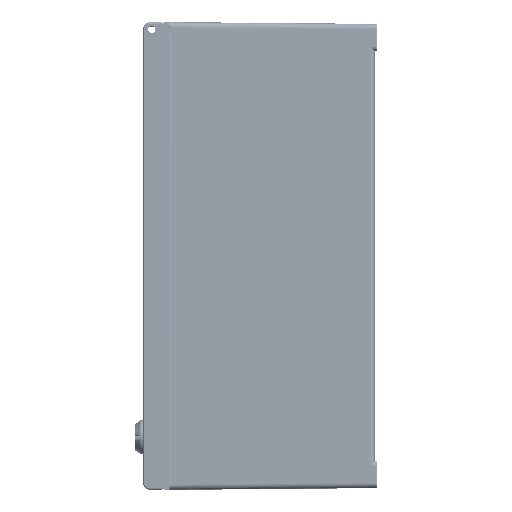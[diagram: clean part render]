
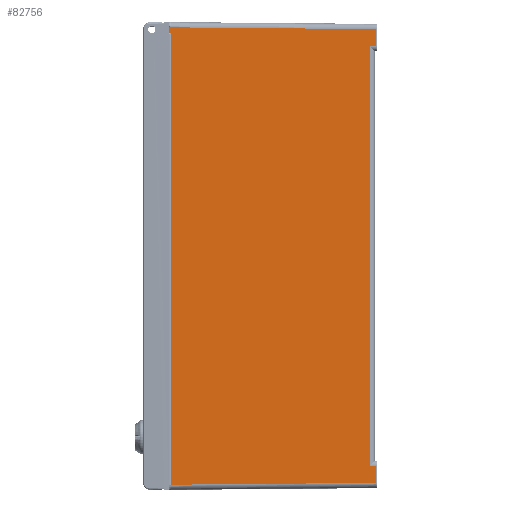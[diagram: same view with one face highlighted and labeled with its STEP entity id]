
A CAD part, left-side view. The second image highlights one B-rep face of the part: STEP entity #82756.
In plain terms, the highlighted planar face has unit normal (-1, -0.018, 0).
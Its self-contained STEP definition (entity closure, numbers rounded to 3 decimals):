
#1850=CARTESIAN_POINT('',(-185.54,-1.016,
179.517));
#2007=CARTESIAN_POINT('',(-185.635,4.421,179.422));
#2012=DIRECTION('',(0.017,-1.,0.017));
#2013=VECTOR('',#2012,5.44);
#2014=CARTESIAN_POINT('',(-185.635,4.421,179.422));
#2015=LINE('',#2014,#2013);
#2034=CARTESIAN_POINT('',(-185.635,4.421,
-179.422));
#2039=DIRECTION('',(0.,0.,1.));
#2040=VECTOR('',#2039,358.844);
#2041=CARTESIAN_POINT('',(-185.635,4.421,
-179.422));
#2042=LINE('',#2041,#2040);
#2061=CARTESIAN_POINT('',(-185.54,-1.014,
-179.517));
#2282=CARTESIAN_POINT('',(-185.54,-1.016,
-193.921));
#28175=CARTESIAN_POINT('',(-188.596,174.035,
190.971));
#28195=DIRECTION('',(0.,0.,-1.));
#28196=VECTOR('',#28195,386.419);
#28197=CARTESIAN_POINT('',(-188.596,174.035,
190.971));
#28198=LINE('',#28197,#28196);
#28219=DIRECTION('',(-0.017,1.,0.017));
#28220=VECTOR('',#28219,9.968);
#28221=CARTESIAN_POINT('',(-188.596,174.035,
190.971));
#28222=LINE('',#28221,#28220);
#28226=DIRECTION('',(0.017,-1.,0.017));
#28227=VECTOR('',#28226,9.899);
#28228=CARTESIAN_POINT('',(-188.77,184.,195.366));
#28229=LINE('',#28228,#28227);
#28233=DIRECTION('',(0.017,-1.,-0.009));
#28234=VECTOR('',#28233,175.082);
#28235=CARTESIAN_POINT('',(-188.596,174.035,
195.448));
#28236=LINE('',#28235,#28234);
#28240=DIRECTION('',(0.017,-1.,-0.017));
#28241=VECTOR('',#28240,5.437);
#28242=CARTESIAN_POINT('',(-185.635,4.421,
-179.422));
#28243=LINE('',#28242,#28241);
#28247=DIRECTION('',(-0.017,1.,-0.009));
#28248=VECTOR('',#28247,175.085);
#28249=CARTESIAN_POINT('',(-185.54,-1.016,
-193.921));
#28250=LINE('',#28249,#28248);
#28294=DIRECTION('',(0.,0.,-1.));
#28295=VECTOR('',#28294,4.221);
#28296=CARTESIAN_POINT('',(-188.77,184.,195.366));
#28297=LINE('',#28296,#28295);
#28511=CARTESIAN_POINT('',(-188.596,174.035,
195.448));
#28512=CARTESIAN_POINT('',(-188.596,174.04,
195.459));
#28513=CARTESIAN_POINT('',(-188.596,174.052,
195.479));
#28514=CARTESIAN_POINT('',(-188.596,174.077,
195.503));
#28515=CARTESIAN_POINT('',(-188.597,174.094,
195.521));
#28516=CARTESIAN_POINT('',(-188.597,174.103,
195.53));
#28573=DIRECTION('',(0.,0.,1.));
#28574=VECTOR('',#28573,14.404);
#28575=CARTESIAN_POINT('',(-185.54,-1.016,
179.517));
#28576=LINE('',#28575,#28574);
#28639=DIRECTION('',(0.,0.,1.));
#28640=VECTOR('',#28639,14.404);
#28641=CARTESIAN_POINT('',(-185.54,-1.016,
-193.921));
#28642=LINE('',#28641,#28640);
#35599=VERTEX_POINT('',#1850);
#35608=VERTEX_POINT('',#2007);
#35609=VERTEX_POINT('',#2034);
#35612=VERTEX_POINT('',#2061);
#35672=VERTEX_POINT('',#2282);
#38692=VERTEX_POINT('',#28175);
#38693=CARTESIAN_POINT('',(-188.596,174.035,
-195.448));
#38694=VERTEX_POINT('',#38693);
#38695=CARTESIAN_POINT('',(-188.77,184.,191.145));
#38696=VERTEX_POINT('',#38695);
#38697=CARTESIAN_POINT('',(-188.77,184.,195.366));
#38698=VERTEX_POINT('',#38697);
#38699=CARTESIAN_POINT('',(-188.597,174.103,
195.53));
#38700=VERTEX_POINT('',#38699);
#38701=VERTEX_POINT('',#28511);
#38702=CARTESIAN_POINT('',(-185.54,-1.014,
193.921));
#38703=VERTEX_POINT('',#38702);
#82729=CARTESIAN_POINT('',(-188.63,176.,-207.192));
#82730=DIRECTION('',(-1.,-0.017,0.));
#82731=DIRECTION('',(0.,0.,-1.));
#82732=AXIS2_PLACEMENT_3D('',#82729,#82730,#82731);
#82733=PLANE('',#82732);
#82735=ORIENTED_EDGE('',*,*,#82734,.T.);
#82737=ORIENTED_EDGE('',*,*,#82736,.F.);
#82739=ORIENTED_EDGE('',*,*,#82738,.T.);
#82741=ORIENTED_EDGE('',*,*,#82740,.F.);
#82743=ORIENTED_EDGE('',*,*,#82742,.T.);
#82745=ORIENTED_EDGE('',*,*,#82744,.F.);
#82746=ORIENTED_EDGE('',*,*,#40595,.F.);
#82747=ORIENTED_EDGE('',*,*,#40615,.F.);
#82748=ORIENTED_EDGE('',*,*,#40637,.T.);
#82750=ORIENTED_EDGE('',*,*,#82749,.F.);
#82752=ORIENTED_EDGE('',*,*,#82751,.T.);
#82753=ORIENTED_EDGE('',*,*,#82713,.F.);
#82754=EDGE_LOOP('',(#82735,#82737,#82739,#82741,#82743,#82745,#82746,#82747,
#82748,#82750,#82752,#82753));
#82755=FACE_OUTER_BOUND('',#82754,.F.);
#28517=B_SPLINE_CURVE_WITH_KNOTS('',3,(#28511,#28512,#28513,#28514,#28515,
#28516),.UNSPECIFIED.,.F.,.F.,(4,1,1,4),(0.,0.333,
0.667,1.),.UNSPECIFIED.);
#40595=EDGE_CURVE('',#35608,#35599,#2015,.T.);
#40615=EDGE_CURVE('',#35609,#35608,#2042,.T.);
#40637=EDGE_CURVE('',#35609,#35612,#28243,.T.);
#82713=EDGE_CURVE('',#38692,#38694,#28198,.T.);
#82734=EDGE_CURVE('',#38692,#38696,#28222,.T.);
#82736=EDGE_CURVE('',#38698,#38696,#28297,.T.);
#82738=EDGE_CURVE('',#38698,#38700,#28229,.T.);
#82740=EDGE_CURVE('',#38701,#38700,#28517,.T.);
#82742=EDGE_CURVE('',#38701,#38703,#28236,.T.);
#82744=EDGE_CURVE('',#35599,#38703,#28576,.T.);
#82749=EDGE_CURVE('',#35672,#35612,#28642,.T.);
#82751=EDGE_CURVE('',#35672,#38694,#28250,.T.);
#82756=ADVANCED_FACE('',(#82755),#82733,.T.);
